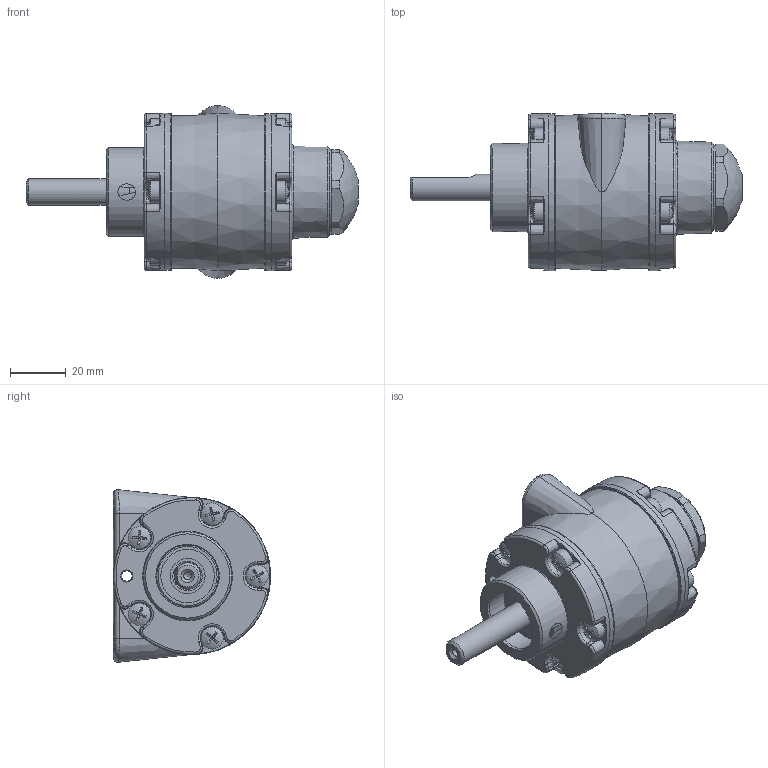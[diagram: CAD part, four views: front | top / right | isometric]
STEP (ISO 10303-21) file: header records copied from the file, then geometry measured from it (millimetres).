
FILE_DESCRIPTION (( 'STEP AP214' ), '1' );
FILE_NAME ('1UP-NRV-10.STEP', '2025-05-05T11:47:30', ( '' ), ( '' ), 'SwSTEP 2.0', 'SolidWorks 2023', '' );
FILE_SCHEMA (( 'AUTOMOTIVE_DESIGN' ));
Length unit declared in the file: inch
Products named in the file (20): BB505; AC520; R-AC525; AE898; 1UP-NRV-10; AE924; AE319; AG549; AC228A; AC192
Assembly tree (18 placements, depth 2):
  R-AC525
  1UP-NRV-10
    AE319
    AE898
    AC192
    AC520
    AC228A
    AE924
    AE924
    BB505
    BB505
    BB505
    BB505
    BB505
    BB505
    BB505
    BB505
    BB505
    BB505
    AG549
Bounding box: 119.09 x 56.38 x 61.89 mm (x, y, z)
Volume: 56137 mm3; surface area: 40814 mm2
Topology: 19 solids, 19 shells, 635 faces, 1583 edges, 995 vertices
Faces by surface type: plane 194, cylinder 178, cone 107, bspline 88, torus 57, sphere 11
Full cylindrical faces by diameter (mm): 2.778 x1, 4.826 x10, 7.95 x10, 8.433 x2, 9.5 x1, 9.533 x1, 11.176 x1, 12.568 x1, 19.172 x1, 21.336 x1, 22.212 x1, 22.606 x1, 23.368 x1, 23.431 x1, 27.624 x2, 30.175 x1, 31.722 x1, 52.788 x1
Entity records: 23238 total; most frequent: CARTESIAN_POINT 9021, ORIENTED_EDGE 2792, DIRECTION 2672, EDGE_CURVE 1396, AXIS2_PLACEMENT_3D 1173, VERTEX_POINT 925, EDGE_LOOP 799, FACE_OUTER_BOUND 697
